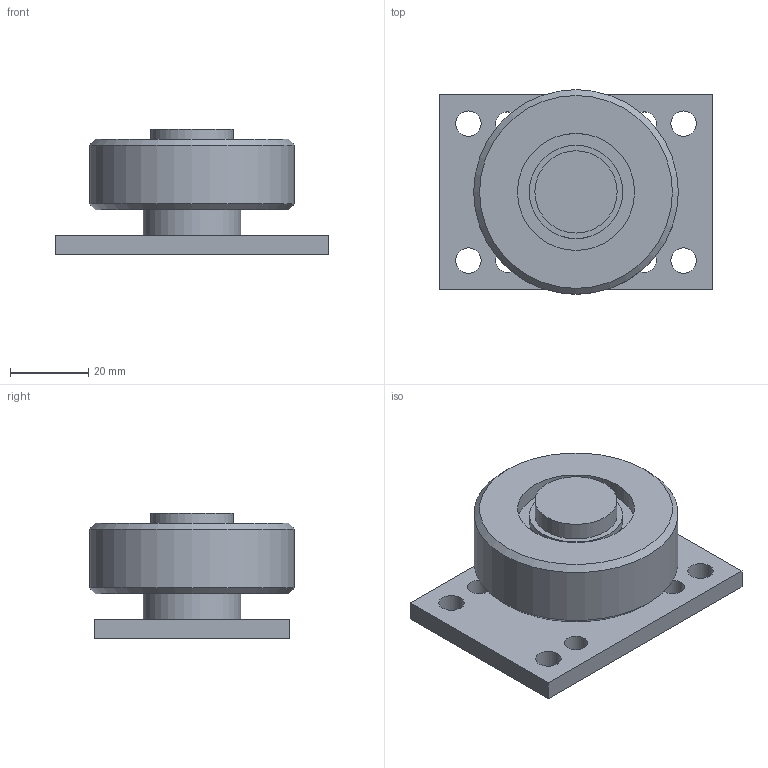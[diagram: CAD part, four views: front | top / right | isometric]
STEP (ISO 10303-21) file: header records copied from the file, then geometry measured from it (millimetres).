
FILE_DESCRIPTION(/* description */ (''),/* implementation_level */ '2;1');
FILE_NAME(/* name */ 'V-053_NEW-2.step',/* time_stamp */ '2022-11-14T12:44:58Z',/* author */ (''),/* organization */ (''),/* preprocessor_version */ 'ST-DEVELOPER v19',/* originating_system */ 'Autodesk Translation Framework v11.7.0.108',/* authorisation */ '');
FILE_SCHEMA (('AUTOMOTIVE_DESIGN { 1 0 10303 214 3 1 1 }'));
Length unit declared in the file: millimetre
Products named in the file (5): V-053_for_STP; HUB; BEARING; RB; PLATE
Assembly tree (4 placements, depth 2):
  V-053_for_STP
    HUB
    BEARING
    RB
    PLATE
Bounding box: 70 x 52.3 x 32.05 mm (x, y, z)
Volume: 52322.2 mm3; surface area: 19160.6 mm2
Topology: 4 solids, 4 shells, 34 faces, 66 edges, 43 vertices
Faces by surface type: cylinder 16, plane 15, cone 3
Full cylindrical faces by diameter (mm): 6 x4, 6.5 x4, 15 x1, 17 x1, 21.027 x1, 23.85 x1, 25 x1, 29.9 x1, 32.5 x1, 52.3 x1
Entity records: 1070 total; most frequent: DIRECTION 187, CARTESIAN_POINT 152, ORIENTED_EDGE 132, AXIS2_PLACEMENT_3D 78, EDGE_CURVE 66, EDGE_LOOP 57, VERTEX_POINT 43, CIRCLE 35
